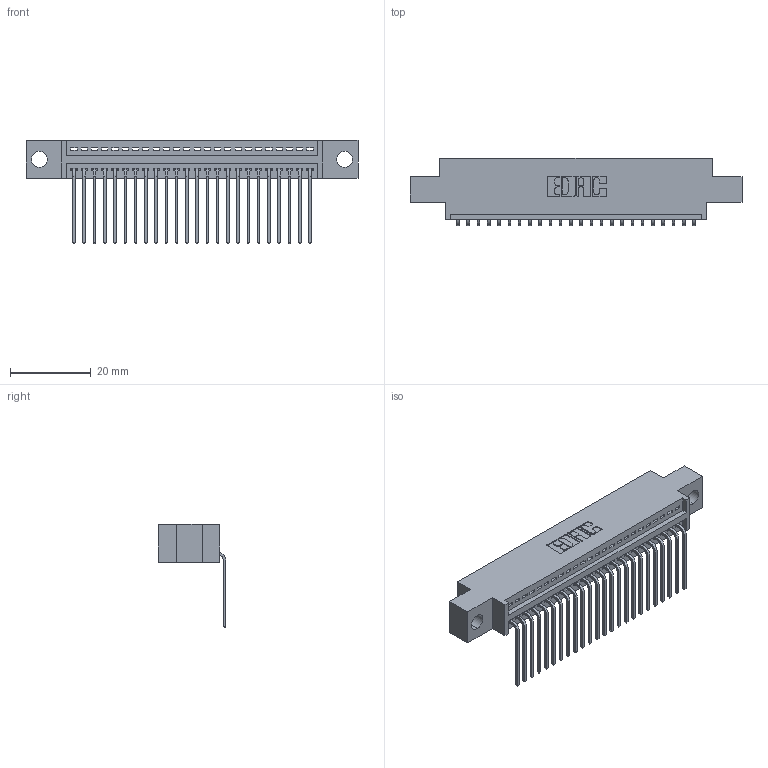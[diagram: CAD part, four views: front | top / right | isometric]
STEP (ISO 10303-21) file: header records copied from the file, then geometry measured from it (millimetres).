
FILE_DESCRIPTION (( 'STEP AP203' ), '1' );
FILE_NAME ('345-024-559-604.STEP', '2019-10-05T05:35:05', ( '' ), ( '' ), 'SwSTEP 2.0', 'SolidWorks 2016', '' );
FILE_SCHEMA (( 'CONFIG_CONTROL_DESIGN' ));
Length unit declared in the file: inch
Products named in the file (3): 345-024-559-604; 345 Part_0.170 Offset - 0.156 Dia-TH; 345-292-001_558 559 Tail - 1
Assembly tree (25 placements, depth 2):
  345-024-559-604
    345 Part_0.170 Offset - 0.156 Dia-TH
    345-292-001_558 559 Tail - 1  x24
Bounding box: 82.17 x 16.75 x 25.53 mm (x, y, z)
Volume: 7535.8 mm3; surface area: 10174.9 mm2
Topology: 25 solids, 25 shells, 1570 faces, 4721 edges, 3114 vertices
Faces by surface type: plane 1092, cylinder 478
Entity records: 20705 total; most frequent: CARTESIAN_POINT 3596, ORIENTED_EDGE 3554, DIRECTION 3165, EDGE_CURVE 1777, LINE 1549, VECTOR 1549, VERTEX_POINT 1182, AXIS2_PLACEMENT_3D 808
